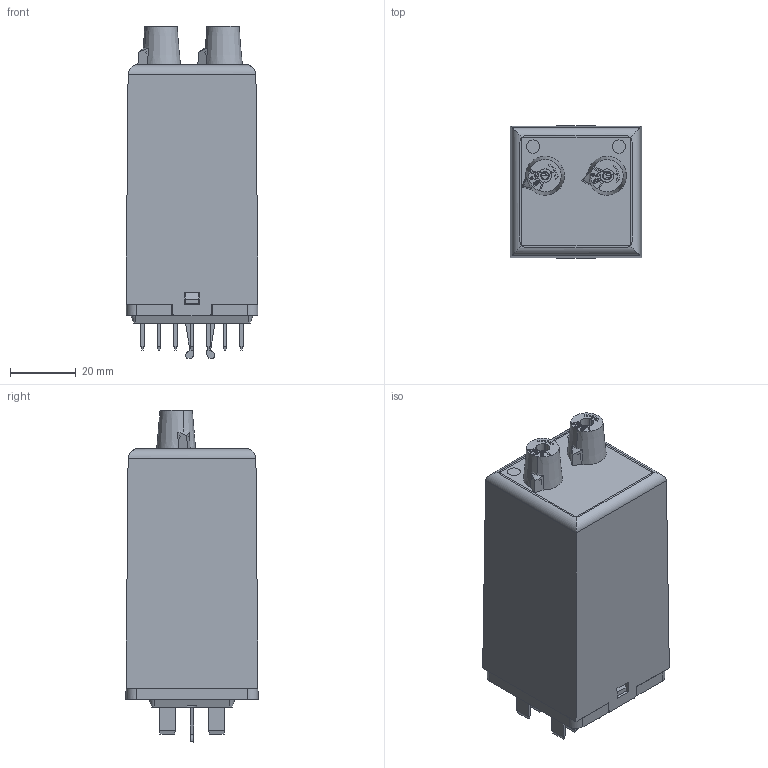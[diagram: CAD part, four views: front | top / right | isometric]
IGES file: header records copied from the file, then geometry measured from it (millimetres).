
Global section: file name: No Iges File Name specified; native system: Autodesk Inventor 2011; preprocessor: AutoDesk Inventor Iges Exporter R2011; author: oey; date: 20110308.125751; units: millimetre
Bounding box: 40 x 40.06 x 100.65 mm (x, y, z)
Volume: 30620.5 mm3; surface area: 37176.5 mm2
Topology: 1 solids, 1 shells, 1679 faces, 4746 edges, 3030 vertices
Faces by surface type: plane 863, bspline 435, cylinder 171, revolution 170, sphere 28, cone 10, torus 2
